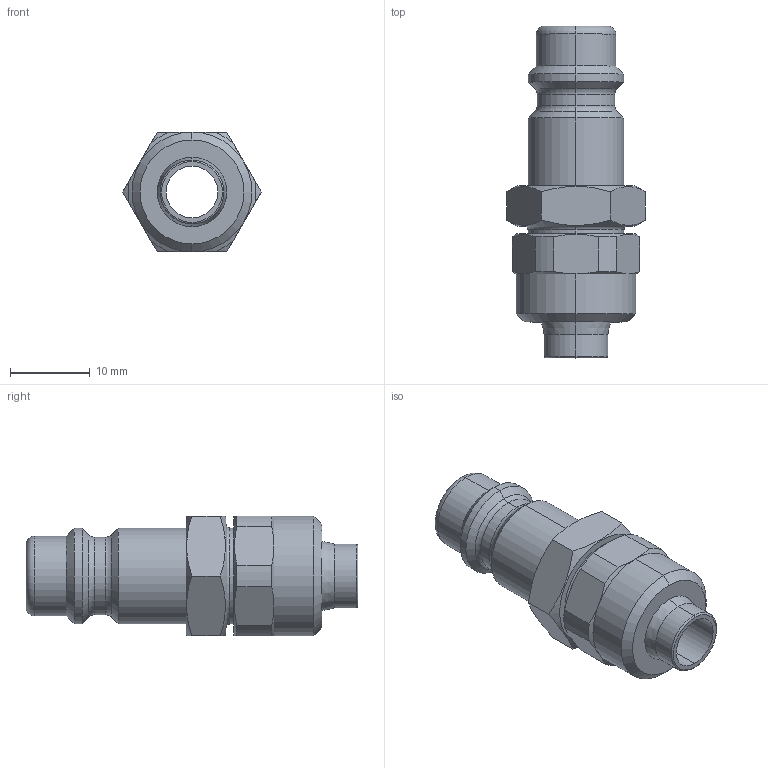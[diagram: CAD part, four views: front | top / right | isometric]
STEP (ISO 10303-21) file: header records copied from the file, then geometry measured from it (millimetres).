
FILE_DESCRIPTION (( 'STEP AP203' ), '1' );
FILE_NAME ('07261350.STEP', '2011-07-18T13:31:42', ( 'SP' ), ( 'sopra-pneumatic' ), 'SwSTEP 2.0', 'SolidWorks 2011', '' );
FILE_SCHEMA (( 'CONFIG_CONTROL_DESIGN' ));
Length unit declared in the file: millimetre
Products named in the file (1): 07261350
Bounding box: 17.32 x 41.5 x 15 mm (x, y, z)
Volume: 3505.7 mm3; surface area: 2958.3 mm2
Topology: 1 solids, 1 shells, 78 faces, 176 edges, 104 vertices
Faces by surface type: cone 26, cylinder 24, plane 18, torus 10
Entity records: 2393 total; most frequent: CARTESIAN_POINT 579, DIRECTION 382, ORIENTED_EDGE 352, EDGE_CURVE 176, AXIS2_PLACEMENT_3D 163, VERTEX_POINT 104, CIRCLE 84, EDGE_LOOP 84
